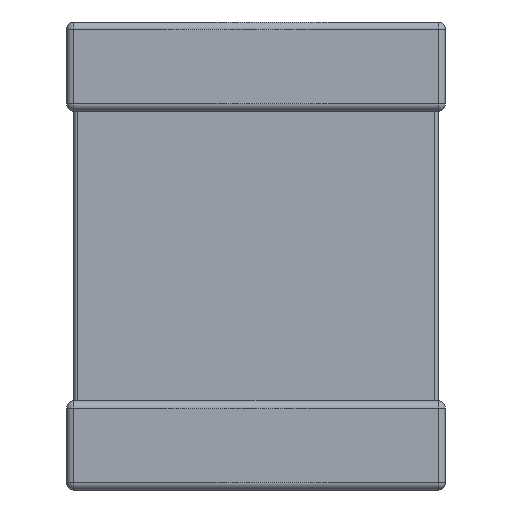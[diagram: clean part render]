
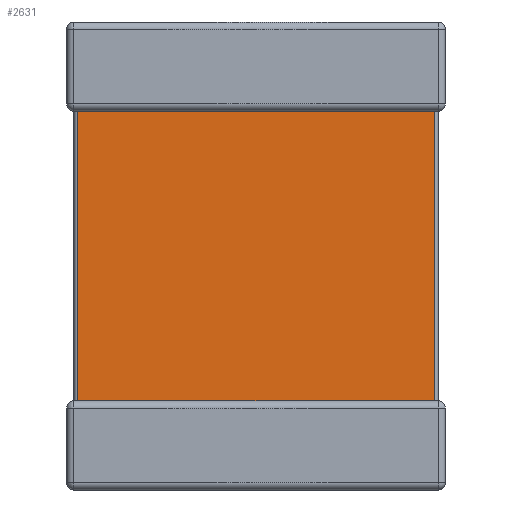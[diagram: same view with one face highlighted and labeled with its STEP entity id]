
A CAD part, left-side view. The second image highlights one B-rep face of the part: STEP entity #2631.
In plain terms, the highlighted planar face has unit normal (-1, 0, 0).
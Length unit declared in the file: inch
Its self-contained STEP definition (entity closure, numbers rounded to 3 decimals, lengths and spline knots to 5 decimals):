
#166 = LINE ( 'NONE', #1095, #2413 ) ;
#202 = ORIENTED_EDGE ( 'NONE', *, *, #3496, .T. ) ;
#222 = LINE ( 'NONE', #3203, #2345 ) ;
#642 = FACE_OUTER_BOUND ( 'NONE', #2656, .T. ) ;
#718 = CARTESIAN_POINT ( 'NONE',  ( -0.062, -0.024, 0.0195 ) ) ;
#827 = EDGE_CURVE ( 'NONE', #2540, #1798, #3230, .T. ) ;
#868 = CARTESIAN_POINT ( 'NONE',  ( -0.062, 0.0245, 0.0195 ) ) ;
#1082 = VERTEX_POINT ( 'NONE', #718 ) ;
#1095 = CARTESIAN_POINT ( 'NONE',  ( -0.062, 0.0245, -0.0195 ) ) ;
#1165 = DIRECTION ( 'NONE',  ( 0., -1., 0. ) ) ;
#1227 = PLANE ( 'NONE',  #1505 ) ;
#1406 = EDGE_CURVE ( 'NONE', #3461, #1082, #222, .T. ) ;
#1505 = AXIS2_PLACEMENT_3D ( 'NONE', #3168, #2870, #2885 ) ;
#1537 = VECTOR ( 'NONE', #2085, 39.37008 ) ;
#1749 = CARTESIAN_POINT ( 'NONE',  ( -0.062, 0.024, 0.0195 ) ) ;
#1798 = VERTEX_POINT ( 'NONE', #3391 ) ;
#2085 = DIRECTION ( 'NONE',  ( 0., 0., -1. ) ) ;
#2215 = CARTESIAN_POINT ( 'NONE',  ( -0.062, -0.024, -0.0195 ) ) ;
#2333 = VECTOR ( 'NONE', #1165, 39.37008 ) ;
#2345 = VECTOR ( 'NONE', #2658, 39.37008 ) ;
#2365 = CARTESIAN_POINT ( 'NONE',  ( -0.062, 0.024, 0.07205 ) ) ;
#2413 = VECTOR ( 'NONE', #2496, 39.37008 ) ;
#2493 = EDGE_CURVE ( 'NONE', #2540, #1082, #3058, .T. ) ;
#2496 = DIRECTION ( 'NONE',  ( 0., -1., 0. ) ) ;
#2540 = VERTEX_POINT ( 'NONE', #1749 ) ;
#2631 = ADVANCED_FACE ( 'NONE', ( #642 ), #1227, .F. ) ;
#2656 = EDGE_LOOP ( 'NONE', ( #202, #3075, #2775, #3362 ) ) ;
#2658 = DIRECTION ( 'NONE',  ( 0., 0., 1. ) ) ;
#2775 = ORIENTED_EDGE ( 'NONE', *, *, #2493, .F. ) ;
#2870 = DIRECTION ( 'NONE',  ( 1., 0., 0. ) ) ;
#2885 = DIRECTION ( 'NONE',  ( 0., 0., -1. ) ) ;
#3058 = LINE ( 'NONE', #868, #2333 ) ;
#3075 = ORIENTED_EDGE ( 'NONE', *, *, #1406, .T. ) ;
#3168 = CARTESIAN_POINT ( 'NONE',  ( -0.062, 0.0245, 0.07205 ) ) ;
#3203 = CARTESIAN_POINT ( 'NONE',  ( -0.062, -0.024, 0.07205 ) ) ;
#3230 = LINE ( 'NONE', #2365, #1537 ) ;
#3362 = ORIENTED_EDGE ( 'NONE', *, *, #827, .T. ) ;
#3391 = CARTESIAN_POINT ( 'NONE',  ( -0.062, 0.024, -0.0195 ) ) ;
#3461 = VERTEX_POINT ( 'NONE', #2215 ) ;
#3496 = EDGE_CURVE ( 'NONE', #1798, #3461, #166, .T. ) ;
